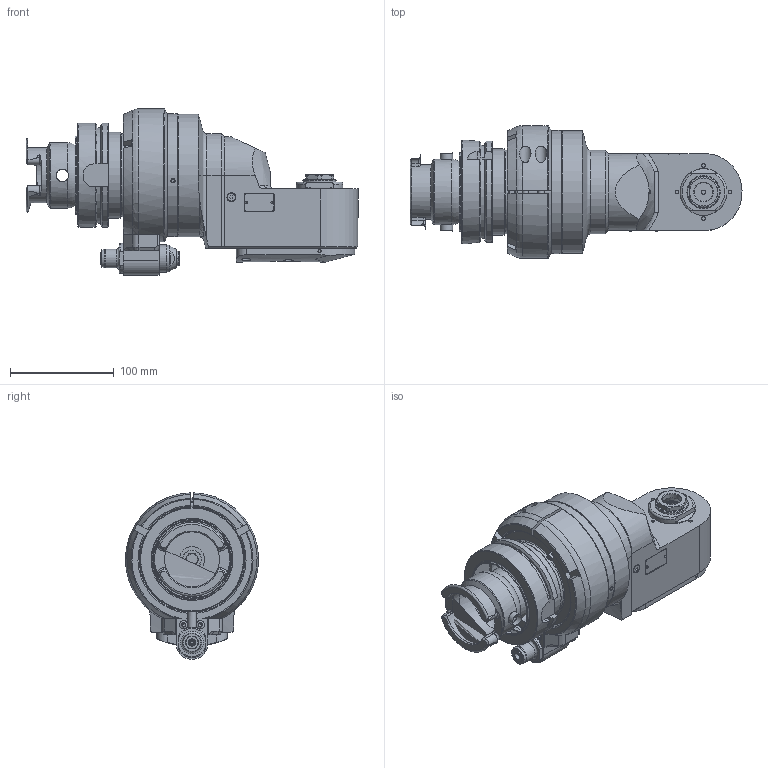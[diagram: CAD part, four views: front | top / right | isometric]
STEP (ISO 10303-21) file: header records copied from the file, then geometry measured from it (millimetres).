
FILE_DESCRIPTION(/* description */ (''),/* implementation_level */ '2;1');
FILE_NAME(/* name */ '9.FR9.160C0-2H100.stp',/* time_stamp */ '2023-03-21T10:11:55-04:00',/* author */ ('jkrenzer'),/* organization */ (''),/* preprocessor_version */ 'ST-DEVELOPER v18.1',/* originating_system */ 'Autodesk Inventor 2022',/* authorisation */ '');
FILE_SCHEMA (('AUTOMOTIVE_DESIGN { 1 0 10303 214 3 1 1 }'));
Products named in the file (3): 9.FR9.160C0-2H100; 9GA21C_518   (Type 2, HSK100 , 80mm); 9_FR9_160B0
Assembly tree (2 placements, depth 2):
  9.FR9.160C0-2H100
    9GA21C_518   (Type 2, HSK100 , 80mm)
    9_FR9_160B0
Bounding box: 319.5 x 128 x 159.98 mm (x, y, z)
Volume: 2064803.8 mm3; surface area: 255543.2 mm2
Topology: 9 solids, 10 shells, 840 faces, 2291 edges, 1558 vertices
Faces by surface type: plane 382, cylinder 240, cone 165, torus 47, sphere 4, bspline 2
Full cylindrical faces by diameter (mm): 2.5 x3, 2.6 x2, 3 x5, 3.2 x8, 3.3 x4, 4 x2, 4.2 x2, 5 x9, 6 x4, 6.5 x3, 7 x2, 8 x2, 8.5 x5, 8.821 x1, 9 x5, 9.2 x1, 10 x5, 10.25 x1, 10.4 x2, 10.5 x20, 11 x2, 12 x5, 12.5 x2, 12.8 x1, 13 x2, 14 x1, 18 x4, 21.8 x1, 22.6 x1, 24.5 x1
Entity records: 32400 total; most frequent: CARTESIAN_POINT 11012, ORIENTED_EDGE 4500, DIRECTION 4367, EDGE_CURVE 2250, AXIS2_PLACEMENT_3D 1600, VERTEX_POINT 1558, LINE 1167, VECTOR 1167
